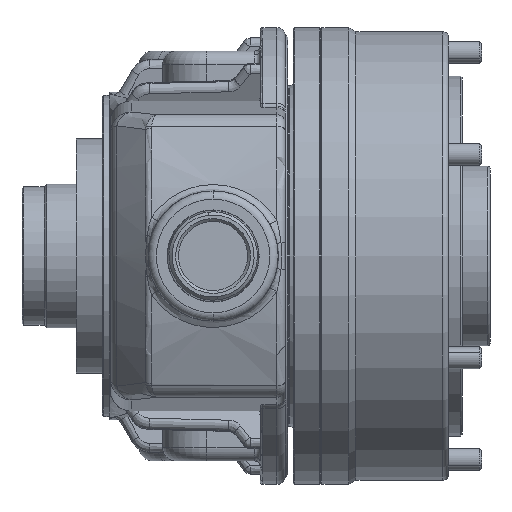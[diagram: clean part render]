
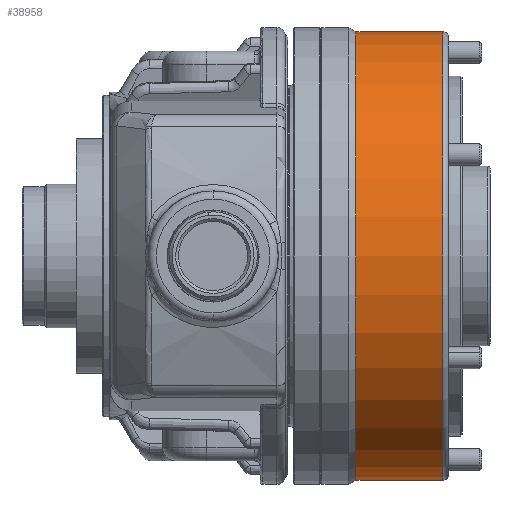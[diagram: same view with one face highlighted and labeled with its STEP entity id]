
A CAD part, front view. The second image highlights one B-rep face of the part: STEP entity #38958.
In plain terms, the highlighted cylindrical face has radius 81 mm (diameter 162 mm), a partial arc.
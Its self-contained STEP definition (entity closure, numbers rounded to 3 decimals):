
#223 = CIRCLE ( 'NONE', #32536, 81. ) ;
#387 = AXIS2_PLACEMENT_3D ( 'NONE', #3172, #25450, #6351 ) ;
#1458 = CARTESIAN_POINT ( 'NONE',  ( 12.598, 0., -81. ) ) ;
#2621 = CARTESIAN_POINT ( 'NONE',  ( 12.598, 0., 81. ) ) ;
#3172 = CARTESIAN_POINT ( 'NONE',  ( 44., 0., 0. ) ) ;
#3902 = DIRECTION ( 'NONE',  ( 1., 0., 0. ) ) ;
#3979 = ORIENTED_EDGE ( 'NONE', *, *, #34590, .T. ) ;
#4829 = LINE ( 'NONE', #7396, #7794 ) ;
#6351 = DIRECTION ( 'NONE',  ( 0., 0., -1. ) ) ;
#6581 = CARTESIAN_POINT ( 'NONE',  ( 54.375, 0., 0. ) ) ;
#7396 = CARTESIAN_POINT ( 'NONE',  ( 54.375, 0., 81. ) ) ;
#7794 = VECTOR ( 'NONE', #23183, 1000. ) ;
#8657 = VERTEX_POINT ( 'NONE', #1458 ) ;
#9610 = FACE_OUTER_BOUND ( 'NONE', #33367, .T. ) ;
#10302 = ORIENTED_EDGE ( 'NONE', *, *, #16534, .T. ) ;
#12247 = LINE ( 'NONE', #38801, #38586 ) ;
#13019 = DIRECTION ( 'NONE',  ( 1., 0., 0. ) ) ;
#14569 = VERTEX_POINT ( 'NONE', #17726 ) ;
#16534 = EDGE_CURVE ( 'NONE', #19245, #8657, #223, .T. ) ;
#17087 = DIRECTION ( 'NONE',  ( 1., 0., 0. ) ) ;
#17726 = CARTESIAN_POINT ( 'NONE',  ( 44., 0., -81. ) ) ;
#19245 = VERTEX_POINT ( 'NONE', #2621 ) ;
#20122 = CARTESIAN_POINT ( 'NONE',  ( 44., 0., 81. ) ) ;
#21579 = CYLINDRICAL_SURFACE ( 'NONE', #37199, 81. ) ;
#22317 = EDGE_CURVE ( 'NONE', #19245, #35386, #4829, .T. ) ;
#23183 = DIRECTION ( 'NONE',  ( 1., 0., 0. ) ) ;
#25450 = DIRECTION ( 'NONE',  ( -1., 0., 0. ) ) ;
#26725 = EDGE_CURVE ( 'NONE', #14569, #35386, #33973, .T. ) ;
#32047 = DIRECTION ( 'NONE',  ( 0., 0., -1. ) ) ;
#32536 = AXIS2_PLACEMENT_3D ( 'NONE', #36135, #17087, #39344 ) ;
#33367 = EDGE_LOOP ( 'NONE', ( #35998, #10302, #3979, #39672 ) ) ;
#33973 = CIRCLE ( 'NONE', #387, 81. ) ;
#34590 = EDGE_CURVE ( 'NONE', #8657, #14569, #12247, .T. ) ;
#35386 = VERTEX_POINT ( 'NONE', #20122 ) ;
#35998 = ORIENTED_EDGE ( 'NONE', *, *, #22317, .F. ) ;
#36135 = CARTESIAN_POINT ( 'NONE',  ( 12.598, 0., 0. ) ) ;
#37199 = AXIS2_PLACEMENT_3D ( 'NONE', #6581, #13019, #32047 ) ;
#38586 = VECTOR ( 'NONE', #3902, 1000. ) ;
#38801 = CARTESIAN_POINT ( 'NONE',  ( 54.375, 0., -81. ) ) ;
#38958 = ADVANCED_FACE ( 'NONE', ( #9610 ), #21579, .T. ) ;
#39344 = DIRECTION ( 'NONE',  ( 0., 0., -1. ) ) ;
#39672 = ORIENTED_EDGE ( 'NONE', *, *, #26725, .T. ) ;
